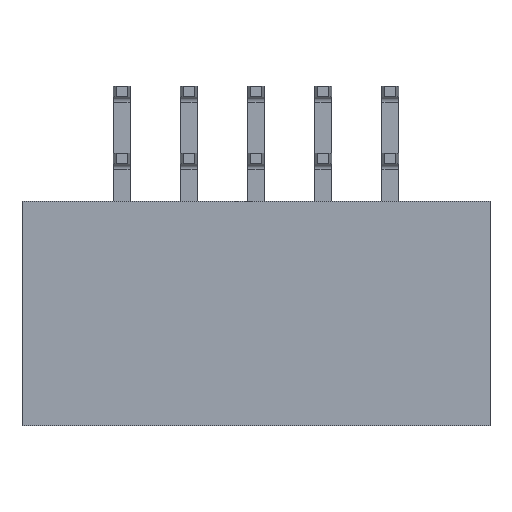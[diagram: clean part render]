
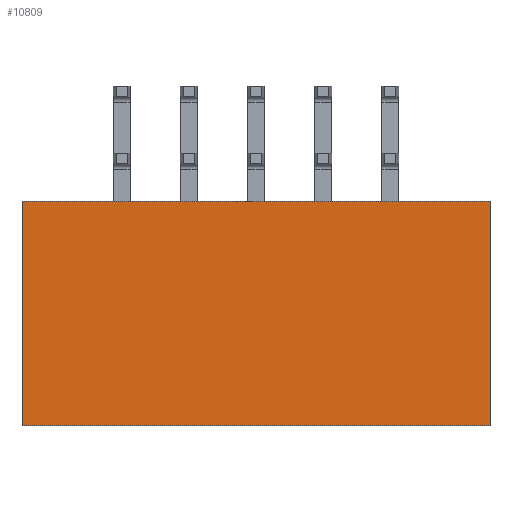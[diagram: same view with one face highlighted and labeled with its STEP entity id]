
A CAD part, front view. The second image highlights one B-rep face of the part: STEP entity #10809.
In plain terms, the highlighted planar face has unit normal (0, -1, 0).
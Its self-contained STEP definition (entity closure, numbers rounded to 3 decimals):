
#3833=DIRECTION('',(1.,0.,0.));
#3834=VECTOR('',#3833,17.7);
#3835=CARTESIAN_POINT('',(-8.785,-3.,0.));
#3836=LINE('',#3835,#3834);
#3875=DIRECTION('',(1.,0.,0.));
#3876=VECTOR('',#3875,17.7);
#3877=CARTESIAN_POINT('',(-8.785,-3.,8.5));
#3878=LINE('',#3877,#3876);
#3882=DIRECTION('',(0.,0.,-1.));
#3883=VECTOR('',#3882,8.5);
#3884=CARTESIAN_POINT('',(8.915,-3.,8.5));
#3885=LINE('',#3884,#3883);
#3889=DIRECTION('',(0.,0.,1.));
#3890=VECTOR('',#3889,8.5);
#3891=CARTESIAN_POINT('',(-8.785,-3.,0.));
#3892=LINE('',#3891,#3890);
#9548=CARTESIAN_POINT('',(-8.785,-3.,0.));
#9549=CARTESIAN_POINT('',(8.915,-3.,0.));
#9550=VERTEX_POINT('',#9548);
#9551=VERTEX_POINT('',#9549);
#9666=CARTESIAN_POINT('',(-8.785,-3.,8.5));
#9667=CARTESIAN_POINT('',(8.915,-3.,8.5));
#9668=VERTEX_POINT('',#9666);
#9669=VERTEX_POINT('',#9667);
#10795=CARTESIAN_POINT('',(-26.63,-3.,0.));
#10796=DIRECTION('',(0.,-1.,0.));
#10797=DIRECTION('',(1.,0.,0.));
#10798=AXIS2_PLACEMENT_3D('',#10795,#10796,#10797);
#10799=PLANE('',#10798);
#10801=ORIENTED_EDGE('',*,*,#10800,.T.);
#10803=ORIENTED_EDGE('',*,*,#10802,.T.);
#10804=ORIENTED_EDGE('',*,*,#10639,.F.);
#10806=ORIENTED_EDGE('',*,*,#10805,.T.);
#10807=EDGE_LOOP('',(#10801,#10803,#10804,#10806));
#10808=FACE_OUTER_BOUND('',#10807,.F.);
#10639=EDGE_CURVE('',#9550,#9551,#3836,.T.);
#10800=EDGE_CURVE('',#9668,#9669,#3878,.T.);
#10802=EDGE_CURVE('',#9669,#9551,#3885,.T.);
#10805=EDGE_CURVE('',#9550,#9668,#3892,.T.);
#10809=ADVANCED_FACE('',(#10808),#10799,.T.);
